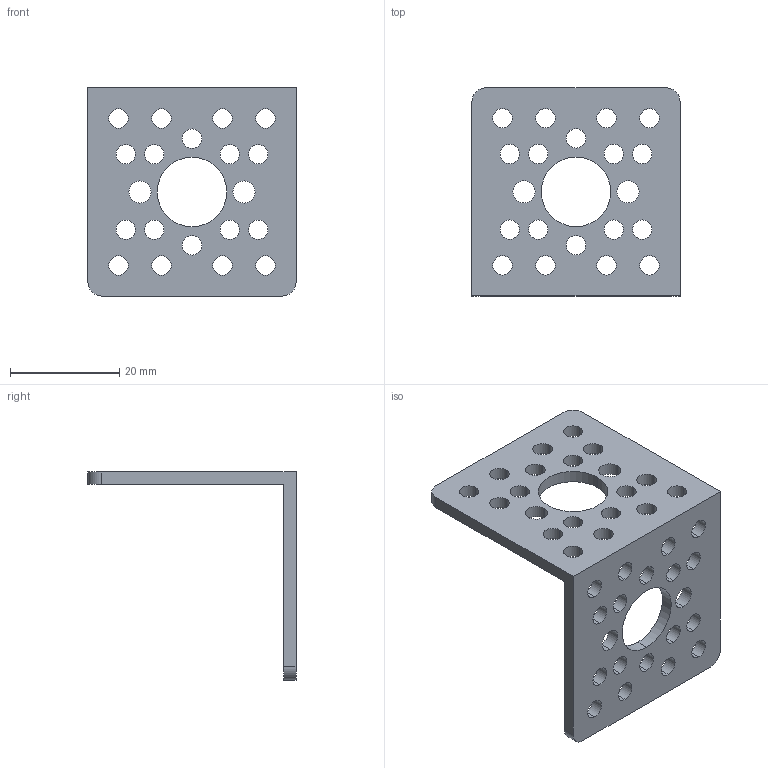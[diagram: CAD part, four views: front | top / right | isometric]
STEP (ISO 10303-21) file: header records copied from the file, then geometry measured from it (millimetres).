
FILE_DESCRIPTION (( 'STEP AP203' ), '1' );
FILE_NAME ('585424.STEP', '2016-08-22T19:15:13', ( '' ), ( '' ), 'SwSTEP 2.0', 'SolidWorks 2014', '' );
FILE_SCHEMA (( 'CONFIG_CONTROL_DESIGN' ));
Length unit declared in the file: inch
Products named in the file (1): 585424
Bounding box: 38.1 x 38.1 x 38.1 mm (x, y, z)
Volume: 4907.6 mm3; surface area: 6014.6 mm2
Topology: 1 solids, 1 shells, 96 faces, 282 edges, 188 vertices
Faces by surface type: cylinder 88, plane 8
Entity records: 3549 total; most frequent: DIRECTION 652, CARTESIAN_POINT 567, ORIENTED_EDGE 564, EDGE_CURVE 282, AXIS2_PLACEMENT_3D 273, VERTEX_POINT 188, EDGE_LOOP 180, CIRCLE 176
